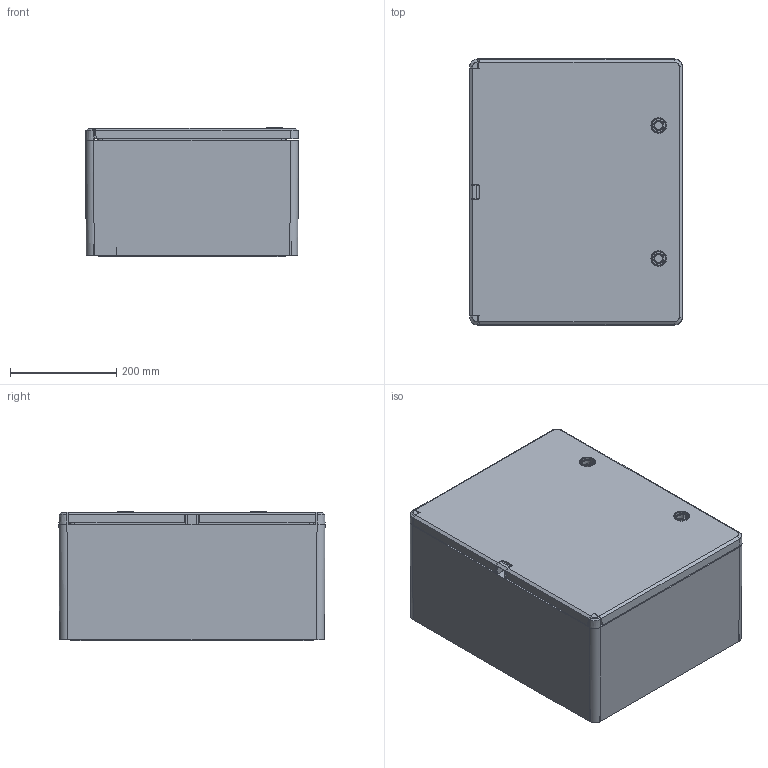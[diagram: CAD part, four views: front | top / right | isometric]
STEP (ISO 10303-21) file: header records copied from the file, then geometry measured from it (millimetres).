
FILE_DESCRIPTION (( 'STEP AP214' ), '1' );
FILE_NAME ('MKP92-N-504018-65 ÙÌÏï-ÓÕË1-IP65 IEK.STEP', '2024-03-11T11:53:56', ( '' ), ( '' ), 'SwSTEP 2.0', 'SolidWorks 2022', '' );
FILE_SCHEMA (( 'AUTOMOTIVE_DESIGN' ));
Length unit declared in the file: millimetre
Products named in the file (4): 400x500x240.sldasm-Part-3; 400x500x240.sldasm-Part-2; MKP92-N-504018-65 ЩМПп-УХЛ1-IP65 IEK; 400x500x240.sldasm-Part-1
Assembly tree (3 placements, depth 2):
  MKP92-N-504018-65 ЩМПп-УХЛ1-IP65 IEK
    400x500x240.sldasm-Part-1
    400x500x240.sldasm-Part-2
    400x500x240.sldasm-Part-3
Bounding box: 400 x 500 x 243.56 mm (x, y, z)
Volume: 852052 mm3; surface area: 2339657 mm2
Topology: 2 solids, 3 shells, 1244 faces, 3401 edges, 2195 vertices
Faces by surface type: plane 632, bspline 252, cone 191, cylinder 169
Entity records: 56485 total; most frequent: CARTESIAN_POINT 28568, ORIENTED_EDGE 6783, DIRECTION 4260, EDGE_CURVE 3399, VERTEX_POINT 2194, VECTOR 1706, LINE 1706, EDGE_LOOP 1309
